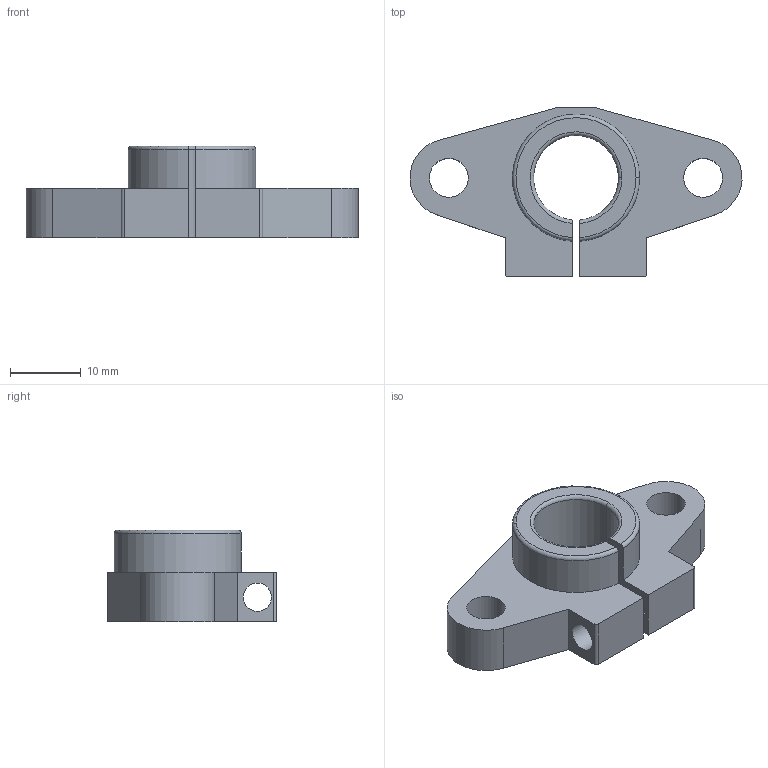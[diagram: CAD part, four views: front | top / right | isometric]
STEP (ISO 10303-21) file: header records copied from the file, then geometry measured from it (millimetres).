
FILE_DESCRIPTION(('FreeCAD Model'),'2;1');
FILE_NAME('Open CASCADE Shape Model','2025-11-27T23:22:33',('Author'),( ''),'Open CASCADE STEP processor 7.8','FreeCAD','Unknown');
FILE_SCHEMA(('AUTOMOTIVE_DESIGN { 1 0 10303 214 1 1 1 1 }'));
Length unit declared in the file: millimetre
Products named in the file (1): Body
Bounding box: 46.98 x 24 x 13 mm (x, y, z)
Volume: 4890.1 mm3; surface area: 3428 mm2
Topology: 1 solids, 1 shells, 30 faces, 82 edges, 54 vertices
Faces by surface type: plane 14, cylinder 12, torus 4
Full cylindrical faces by diameter (mm): 4 x2, 5.5 x2
Entity records: 1065 total; most frequent: CARTESIAN_POINT 244, DIRECTION 169, ORIENTED_EDGE 164, EDGE_CURVE 82, AXIS2_PLACEMENT_3D 61, VERTEX_POINT 54, LINE 47, VECTOR 47
